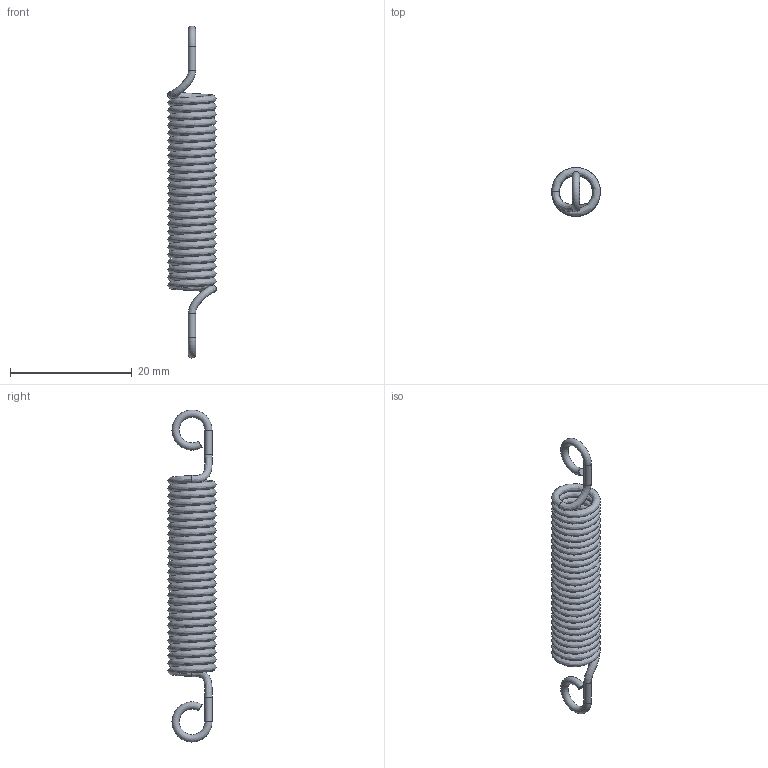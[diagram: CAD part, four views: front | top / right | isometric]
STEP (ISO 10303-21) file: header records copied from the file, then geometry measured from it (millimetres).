
FILE_DESCRIPTION(/* description */ (''),/* implementation_level */ '2;1');
FILE_NAME(/* name */ '2915-0001-0002.step',/* time_stamp */ '2022-01-14T09:22:22-06:00',/* author */ (''),/* organization */ (''),/* preprocessor_version */ 'ST-DEVELOPER v18.1',/* originating_system */ 'Autodesk Translation Framework v10.10.0.1391',/* authorisation */ '');
FILE_SCHEMA (('AUTOMOTIVE_DESIGN { 1 0 10303 214 3 1 1 }'));
Length unit declared in the file: millimetre
Products named in the file (1): FusionComponent
Bounding box: 8 x 8 x 54.6 mm (x, y, z)
Volume: 673 mm3; surface area: 2247.5 mm2
Topology: 1 solids, 1 shells, 9 faces, 27 edges, 20 vertices
Faces by surface type: bspline 3, torus 2, plane 2, cylinder 2
Full cylindrical faces by diameter (mm): 1.2 x2
Entity records: 4171 total; most frequent: CARTESIAN_POINT 3890, DIRECTION 60, ORIENTED_EDGE 54, AXIS2_PLACEMENT_3D 29, EDGE_CURVE 27, CIRCLE 22, VERTEX_POINT 20, FACE_OUTER_BOUND 9
